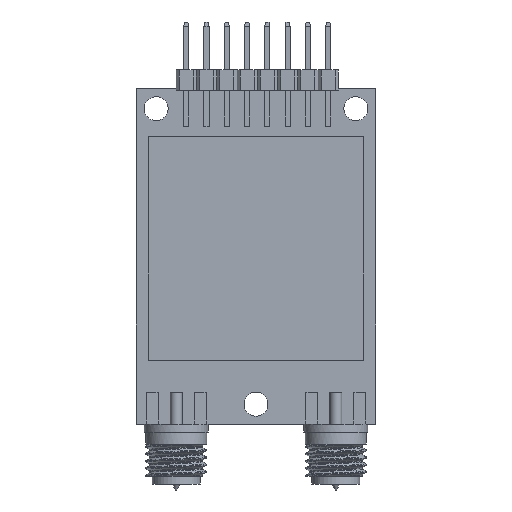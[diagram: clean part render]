
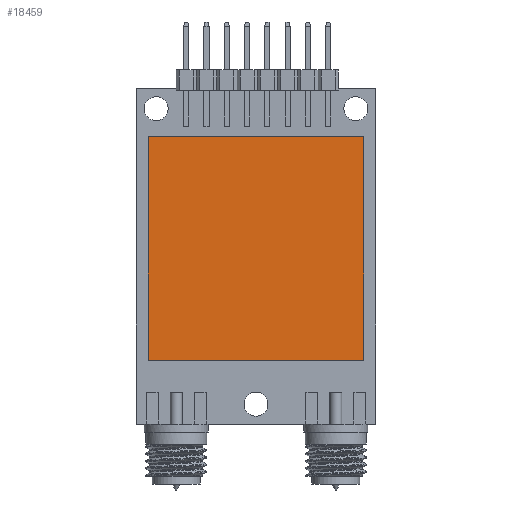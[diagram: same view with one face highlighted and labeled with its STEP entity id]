
A CAD part, front view. The second image highlights one B-rep face of the part: STEP entity #18459.
In plain terms, the highlighted planar face has unit normal (0, -1, 0).
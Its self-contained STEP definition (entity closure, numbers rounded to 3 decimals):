
#993=FACE_OUTER_BOUND('',#2146,.T.);
#2146=EDGE_LOOP('',(#14910,#14911,#14912,#14913));
#4069=LINE('',#32380,#6521);
#4072=LINE('',#32386,#6524);
#4075=LINE('',#32392,#6527);
#4078=LINE('',#32396,#6530);
#6521=VECTOR('',#22779,10.);
#6524=VECTOR('',#22784,10.);
#6527=VECTOR('',#22789,10.);
#6530=VECTOR('',#22794,10.);
#8555=VERTEX_POINT('',#32377);
#8556=VERTEX_POINT('',#32379);
#8558=VERTEX_POINT('',#32385);
#8560=VERTEX_POINT('',#32391);
#10740=EDGE_CURVE('',#8556,#8555,#4069,.T.);
#10743=EDGE_CURVE('',#8558,#8556,#4072,.T.);
#10746=EDGE_CURVE('',#8560,#8558,#4075,.T.);
#10749=EDGE_CURVE('',#8555,#8560,#4078,.T.);
#14910=ORIENTED_EDGE('',*,*,#10749,.T.);
#14911=ORIENTED_EDGE('',*,*,#10746,.T.);
#14912=ORIENTED_EDGE('',*,*,#10743,.T.);
#14913=ORIENTED_EDGE('',*,*,#10740,.T.);
#17423=PLANE('',#19558);
#18459=ADVANCED_FACE('',(#993),#17423,.T.);
#19558=AXIS2_PLACEMENT_3D('',#32397,#22795,#22796);
#22779=DIRECTION('',(0.,0.,1.));
#22784=DIRECTION('',(1.,0.,0.));
#22789=DIRECTION('',(0.,0.,-1.));
#22794=DIRECTION('',(-1.,0.,0.));
#22795=DIRECTION('center_axis',(0.,-1.,0.));
#22796=DIRECTION('ref_axis',(0.,0.,-1.));
#32377=CARTESIAN_POINT('',(13.5,-4.,15.));
#32379=CARTESIAN_POINT('',(13.5,-4.,-13.));
#32380=CARTESIAN_POINT('',(13.5,-4.,15.));
#32385=CARTESIAN_POINT('',(-13.5,-4.,-13.));
#32386=CARTESIAN_POINT('',(13.5,-4.,-13.));
#32391=CARTESIAN_POINT('',(-13.5,-4.,15.));
#32392=CARTESIAN_POINT('',(-13.5,-4.,-13.));
#32396=CARTESIAN_POINT('',(-13.5,-4.,15.));
#32397=CARTESIAN_POINT('Origin',(0.,-4.,1.));
